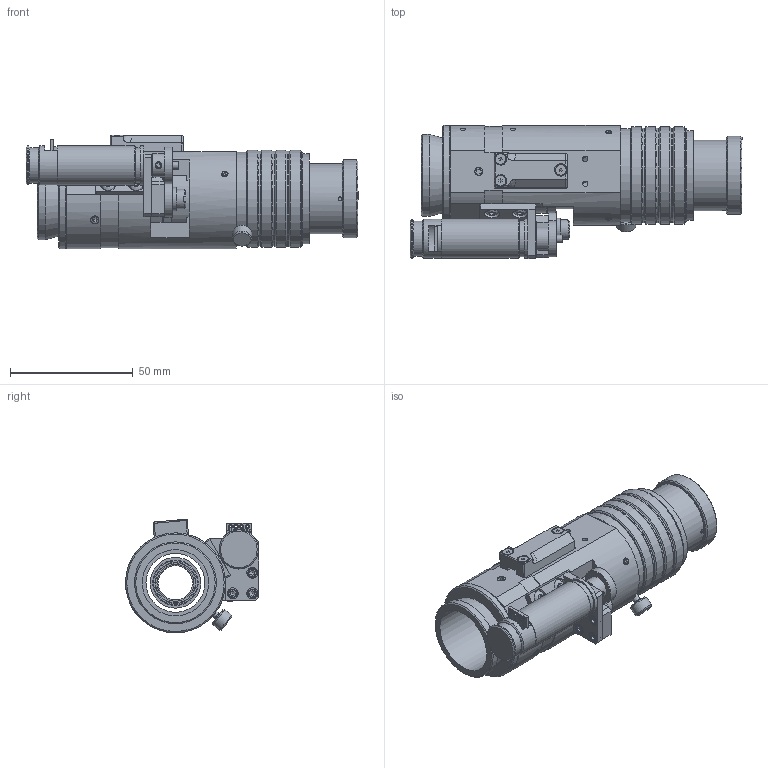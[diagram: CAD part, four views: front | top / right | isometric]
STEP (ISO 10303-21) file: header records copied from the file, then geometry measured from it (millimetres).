
FILE_DESCRIPTION((''),'2;1');
FILE_NAME('62517_0.stp','2009-01-09T13:19:36',('EVANS'),(''),'Autodesk Inventor 2009','Autodesk Inventor 2009','');
FILE_SCHEMA(('AUTOMOTIVE_DESIGN { 1 0 10303 214 1 1 1 1 }'));
Length unit declared in the file: inch
Products named in the file (45): Assembly4 (LevelofDetail1); 62517 (~1); 7036; 7015; 60064; 62327; 7449; 62514-12mmUltra (~1); 60404; 62321; 62322; 62330; 62325; 60403-R; 60398; 7040; 7326; 7004; 7108; 60399-R; 60400; 7183; 60219; 60221; 60220; 5402; 60137; 60436; 7261; 60433; 60139; 7008; 62565; 60976; 62326; 62326-1; DN6848S; ECS-T1CY105R; ECJ-2VF1H104Z; 62804 ...
Assembly tree (60 placements, depth 5):
  Assembly4 (LevelofDetail1)
    62517 (~1)
      7036  x2
      7015
      60064
      62327
      7449  x3
      62514-12mmUltra (~1)
        60404
        62321
        62322
          62330
          62325  x2
          60403-R
        60398
        7036  x3
        7040  x4
        7326  x2
        7004
        7108  x3
        60399-R
        60400
        7183
        62325  x2
      60219
        60221
        60220
        5402
        60137
        60436
          7261
          60433
        60139
        7008
      62565
        60976
        62326
          62326-1
          DN6848S  x2
          ECS-T1CY105R
          ECJ-2VF1H104Z
        62804
      6296
      6297
      61337-R
        61337-R-1
        61337-R-2
Bounding box: 135.03 x 54.1 x 46.17 mm (x, y, z)
Volume: 84142.5 mm3; surface area: 73598.2 mm2
Topology: 52 solids, 55 shells, 1480 faces, 3652 edges, 2400 vertices
Faces by surface type: plane 933, bspline 267, cylinder 183, cone 88, sphere 8, torus 1
Full cylindrical faces by diameter (mm): 1.016 x4, 1.575 x1, 2.159 x6, 2.184 x17, 2.54 x1, 2.845 x13, 2.997 x2, 3.302 x3, 3.556 x6, 3.785 x1, 4.166 x4, 4.267 x3, 4.75 x2, 4.757 x2, 4.78 x1, 6.35 x1, 7.01 x2, 7.874 x1, 7.938 x1, 9.525 x2, 10.109 x1, 10.16 x1, 13.97 x2, 14.11 x1, 14.122 x1, 14.351 x1, 14.503 x1, 14.808 x2, 14.986 x1, 15.011 x2
Entity records: 43348 total; most frequent: CARTESIAN_POINT 14943, ORIENTED_EDGE 5488, DIRECTION 4846, EDGE_CURVE 2747, VERTEX_POINT 1951, VECTOR 1784, LINE 1784, EDGE_LOOP 1700
